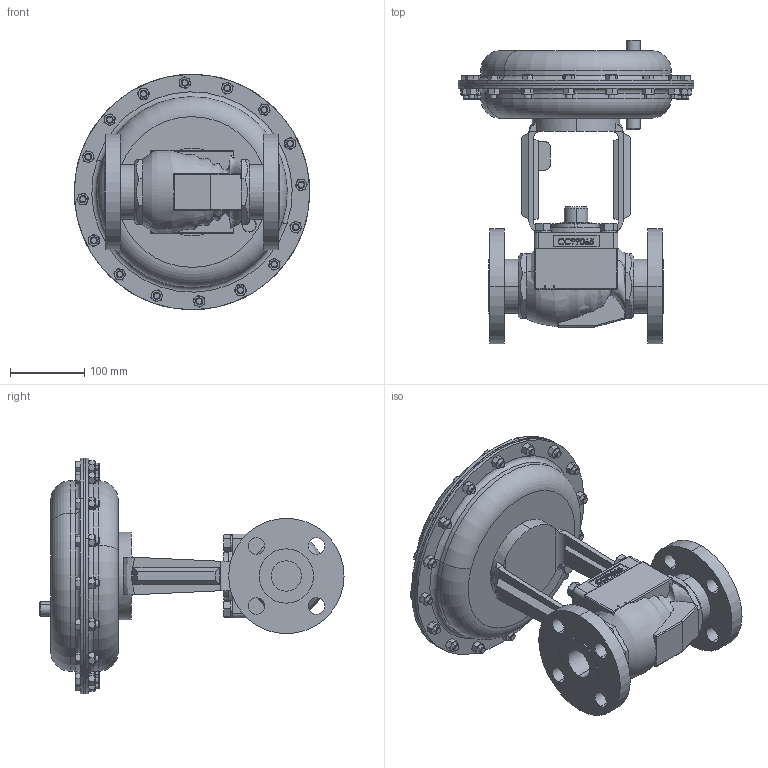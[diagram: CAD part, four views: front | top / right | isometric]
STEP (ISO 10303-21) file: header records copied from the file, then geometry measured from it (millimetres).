
FILE_DESCRIPTION (( 'STEP AP203' ), '1' );
FILE_NAME ('78-150-BR+CS+S6-I3-55M.step', '2017-09-25T13:13:43', ( '' ), ( '' ), 'SwSTEP 2.0', 'SolidWorks 2014', '' );
FILE_SCHEMA (( 'CONFIG_CONTROL_DESIGN' ));
Products named in the file (1): 78-150-BR+CS+S6-I3-55M
Bounding box: 317.42 x 409.74 x 317.42 mm (x, y, z)
Volume: 7215492.5 mm3; surface area: 919716.4 mm2
Topology: 49 solids, 49 shells, 1212 faces, 2750 edges, 1703 vertices
Faces by surface type: plane 552, cone 372, cylinder 158, bspline 102, torus 26, sphere 2
Entity records: 65279 total; most frequent: CARTESIAN_POINT 39742, ORIENTED_EDGE 5498, DIRECTION 4762, EDGE_CURVE 2749, AXIS2_PLACEMENT_3D 1844, VERTEX_POINT 1703, EDGE_LOOP 1298, ADVANCED_FACE 1212
